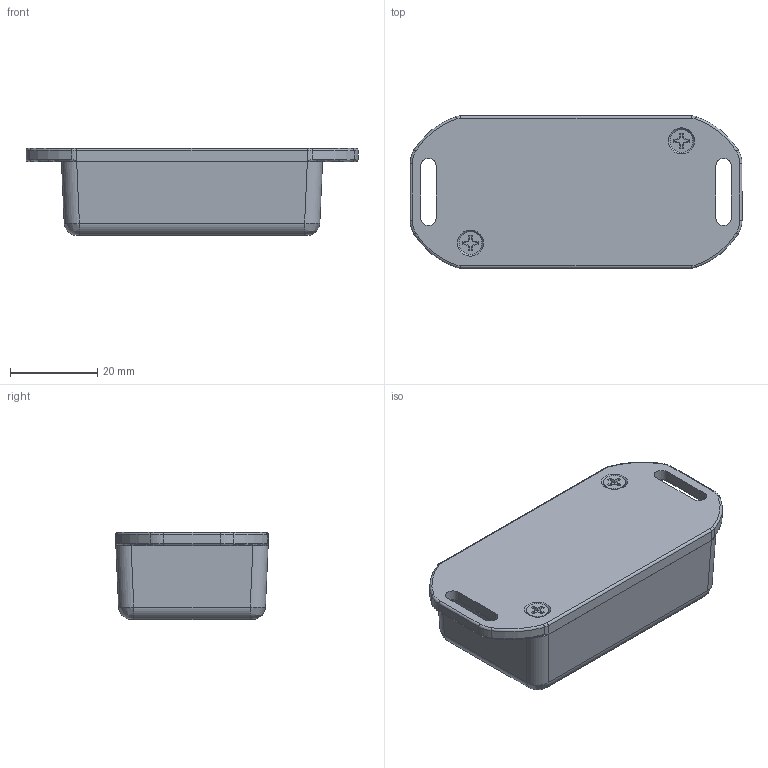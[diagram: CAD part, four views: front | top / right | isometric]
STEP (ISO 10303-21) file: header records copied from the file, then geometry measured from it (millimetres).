
FILE_DESCRIPTION(/* description */ (''),/* implementation_level */ '2;1');
FILE_NAME(/* name */ '1551HFL.iam.stp',/* time_stamp */ '2015-12-21T16:12:27-05:00',/* author */ ('rboehler'),/* organization */ (''),/* preprocessor_version */ 'ST-DEVELOPER v16.1',/* originating_system */ 'Autodesk Inventor 2016',/* authorisation */ '');
FILE_SCHEMA (('AUTOMOTIVE_DESIGN { 1 0 10303 214 3 1 1 }'));
Products named in the file (5): 1551H Box; 1551H-J Flange Lid; 1551H PCB; #12730; 1551HFL
Assembly tree (3 placements, depth 2):
  #12730
  1551HFL
    1551H Box
    1551H-J Flange Lid
    1551H PCB
Bounding box: 76.3 x 35 x 20 mm (x, y, z)
Volume: 17132.9 mm3; surface area: 20001.5 mm2
Topology: 5 solids, 5 shells, 413 faces, 1055 edges, 680 vertices
Faces by surface type: plane 227, cylinder 62, bspline 58, cone 34, torus 32
Full cylindrical faces by diameter (mm): 1.5 x2, 2.5 x4, 2.946 x2, 3.5 x2, 5.232 x2
Entity records: 12709 total; most frequent: CARTESIAN_POINT 3644, ORIENTED_EDGE 1916, DIRECTION 1716, EDGE_CURVE 958, VERTEX_POINT 629, LINE 578, VECTOR 578, AXIS2_PLACEMENT_3D 569
